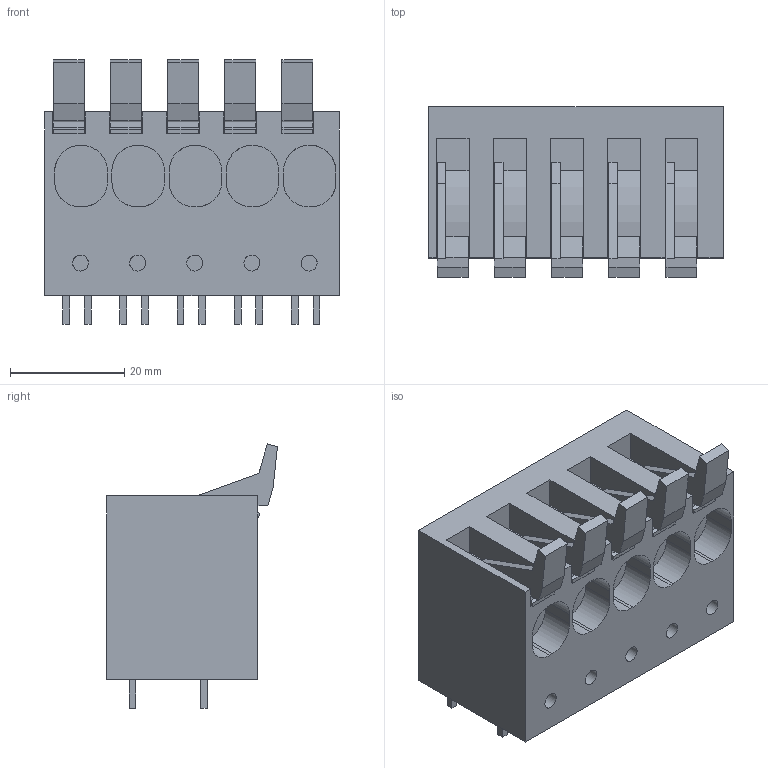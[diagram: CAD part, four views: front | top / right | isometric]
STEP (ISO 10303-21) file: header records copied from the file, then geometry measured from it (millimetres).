
FILE_DESCRIPTION(('CATIA V5 STEP Exchange','CAx-IF Rec.Pracs.--- Model Styling and Organization---1.2---2011-12-15'),'2;1');
FILE_NAME ('D1461228_0', '2018-04-17T10:08:55+00:00', ('none'), ('Weidmueller'), 'CATIA Version 5-6 Release 2014', 'CATIA V5 STEP AP214', 'none');
FILE_SCHEMA(('AUTOMOTIVE_DESIGN { 1 0 10303 214 1 1 1 1 }'));
Length unit declared in the file: millimetre
Products named in the file (1): 1988630000
Bounding box: 51.58 x 29.9 x 46.24 mm (x, y, z)
Volume: 37869.4 mm3; surface area: 14197.4 mm2
Topology: 16 solids, 16 shells, 390 faces, 1095 edges, 752 vertices
Faces by surface type: plane 286, cylinder 104
Entity records: 12979 total; most frequent: CARTESIAN_POINT 3065, ORIENTED_EDGE 2190, DIRECTION 1602, EDGE_CURVE 1095, VECTOR 889, LINE 889, VERTEX_POINT 752, AXIS2_PLACEMENT_3D 425
